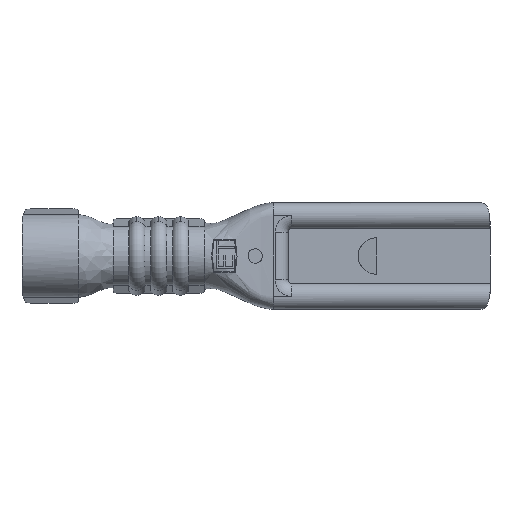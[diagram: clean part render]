
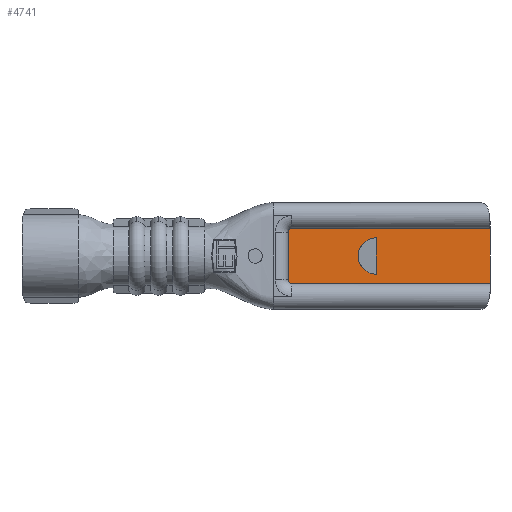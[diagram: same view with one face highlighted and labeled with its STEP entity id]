
A CAD part, front view. The second image highlights one B-rep face of the part: STEP entity #4741.
In plain terms, the highlighted planar face has unit normal (0, -1, 0).
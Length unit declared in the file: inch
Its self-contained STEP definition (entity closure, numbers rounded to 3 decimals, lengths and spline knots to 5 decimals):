
#117 = DIRECTION ( 'NONE',  ( 0., 0., -1. ) ) ;
#147 = LINE ( 'NONE', #351, #8489 ) ;
#351 = CARTESIAN_POINT ( 'NONE',  ( -0.272, 0., 0.0375 ) ) ;
#607 = FACE_BOUND ( 'NONE', #2568, .T. ) ;
#794 = LINE ( 'NONE', #3611, #5891 ) ;
#869 = VERTEX_POINT ( 'NONE', #1758 ) ;
#977 = VERTEX_POINT ( 'NONE', #1318 ) ;
#1106 = CIRCLE ( 'NONE', #2574, 0.005 ) ;
#1318 = CARTESIAN_POINT ( 'NONE',  ( 0., 0., -0.0375 ) ) ;
#1758 = CARTESIAN_POINT ( 'NONE',  ( -0.277, 0., 0.0325 ) ) ;
#1818 = DIRECTION ( 'NONE',  ( 0., 0., 1. ) ) ;
#1960 = VERTEX_POINT ( 'NONE', #5541 ) ;
#2002 = ORIENTED_EDGE ( 'NONE', *, *, #8445, .F. ) ;
#2250 = VECTOR ( 'NONE', #7468, 39.37008 ) ;
#2311 = CIRCLE ( 'NONE', #7099, 0.025 ) ;
#2332 = ORIENTED_EDGE ( 'NONE', *, *, #5965, .F. ) ;
#2407 = CARTESIAN_POINT ( 'NONE',  ( -0.272, 0., -0.0325 ) ) ;
#2435 = ORIENTED_EDGE ( 'NONE', *, *, #5104, .F. ) ;
#2568 = EDGE_LOOP ( 'NONE', ( #2002, #7422 ) ) ;
#2574 = AXIS2_PLACEMENT_3D ( 'NONE', #6535, #2598, #7191 ) ;
#2598 = DIRECTION ( 'NONE',  ( 0., 1., 0. ) ) ;
#2912 = CARTESIAN_POINT ( 'NONE',  ( -0.272, 0., 0.0375 ) ) ;
#2969 = ORIENTED_EDGE ( 'NONE', *, *, #7673, .F. ) ;
#3079 = CARTESIAN_POINT ( 'NONE',  ( 0., 0., -0.0375 ) ) ;
#3100 = DIRECTION ( 'NONE',  ( 0., 0., -1. ) ) ;
#3122 = CARTESIAN_POINT ( 'NONE',  ( -0.156, 0., 0. ) ) ;
#3358 = VERTEX_POINT ( 'NONE', #3779 ) ;
#3552 = CARTESIAN_POINT ( 'NONE',  ( -0.272, 0., -0.0375 ) ) ;
#3611 = CARTESIAN_POINT ( 'NONE',  ( -0.277, 0., 0.0325 ) ) ;
#3750 = AXIS2_PLACEMENT_3D ( 'NONE', #7993, #4125, #117 ) ;
#3779 = CARTESIAN_POINT ( 'NONE',  ( -0.272, 0., -0.0375 ) ) ;
#3802 = DIRECTION ( 'NONE',  ( 0., 0., -1. ) ) ;
#4125 = DIRECTION ( 'NONE',  ( 0., -1., 0. ) ) ;
#4360 = DIRECTION ( 'NONE',  ( 1., 0., 0. ) ) ;
#4372 = VECTOR ( 'NONE', #1818, 39.37008 ) ;
#4652 = EDGE_CURVE ( 'NONE', #7508, #7926, #6088, .T. ) ;
#4741 = ADVANCED_FACE ( 'NONE', ( #5486, #607 ), #7167, .T. ) ;
#5078 = EDGE_LOOP ( 'NONE', ( #2969, #7710, #6538, #2332, #7125, #2435 ) ) ;
#5104 = EDGE_CURVE ( 'NONE', #977, #3358, #7293, .T. ) ;
#5486 = FACE_OUTER_BOUND ( 'NONE', #5078, .T. ) ;
#5507 = VERTEX_POINT ( 'NONE', #7144 ) ;
#5522 = EDGE_CURVE ( 'NONE', #3358, #5507, #6381, .T. ) ;
#5541 = CARTESIAN_POINT ( 'NONE',  ( 0., 0., 0.0375 ) ) ;
#5891 = VECTOR ( 'NONE', #7495, 39.37008 ) ;
#5965 = EDGE_CURVE ( 'NONE', #5507, #869, #794, .T. ) ;
#6088 = LINE ( 'NONE', #7663, #4372 ) ;
#6381 = CIRCLE ( 'NONE', #7779, 0.005 ) ;
#6535 = CARTESIAN_POINT ( 'NONE',  ( -0.272, 0., 0.0325 ) ) ;
#6538 = ORIENTED_EDGE ( 'NONE', *, *, #6799, .F. ) ;
#6667 = CARTESIAN_POINT ( 'NONE',  ( -0.156, 0., 0.025 ) ) ;
#6799 = EDGE_CURVE ( 'NONE', #869, #8081, #1106, .T. ) ;
#6983 = DIRECTION ( 'NONE',  ( 0., 0., -1. ) ) ;
#7000 = DIRECTION ( 'NONE',  ( 0., 1., 0. ) ) ;
#7099 = AXIS2_PLACEMENT_3D ( 'NONE', #3122, #7674, #3802 ) ;
#7125 = ORIENTED_EDGE ( 'NONE', *, *, #5522, .F. ) ;
#7144 = CARTESIAN_POINT ( 'NONE',  ( -0.277, 0., -0.0325 ) ) ;
#7167 = PLANE ( 'NONE',  #3750 ) ;
#7191 = DIRECTION ( 'NONE',  ( 0., 0., -1. ) ) ;
#7245 = EDGE_CURVE ( 'NONE', #8081, #1960, #147, .T. ) ;
#7293 = LINE ( 'NONE', #3552, #2250 ) ;
#7422 = ORIENTED_EDGE ( 'NONE', *, *, #4652, .F. ) ;
#7468 = DIRECTION ( 'NONE',  ( -1., 0., 0. ) ) ;
#7495 = DIRECTION ( 'NONE',  ( 0., 0., 1. ) ) ;
#7508 = VERTEX_POINT ( 'NONE', #8244 ) ;
#7545 = VECTOR ( 'NONE', #6983, 39.37008 ) ;
#7663 = CARTESIAN_POINT ( 'NONE',  ( -0.156, 0., -0.0375 ) ) ;
#7673 = EDGE_CURVE ( 'NONE', #1960, #977, #7768, .T. ) ;
#7674 = DIRECTION ( 'NONE',  ( 0., -1., 0. ) ) ;
#7710 = ORIENTED_EDGE ( 'NONE', *, *, #7245, .F. ) ;
#7768 = LINE ( 'NONE', #3079, #7545 ) ;
#7779 = AXIS2_PLACEMENT_3D ( 'NONE', #2407, #7000, #3100 ) ;
#7926 = VERTEX_POINT ( 'NONE', #6667 ) ;
#7993 = CARTESIAN_POINT ( 'NONE',  ( -0.272, 0., -0.0375 ) ) ;
#8081 = VERTEX_POINT ( 'NONE', #2912 ) ;
#8244 = CARTESIAN_POINT ( 'NONE',  ( -0.156, 0., -0.025 ) ) ;
#8445 = EDGE_CURVE ( 'NONE', #7926, #7508, #2311, .T. ) ;
#8489 = VECTOR ( 'NONE', #4360, 39.37008 ) ;
